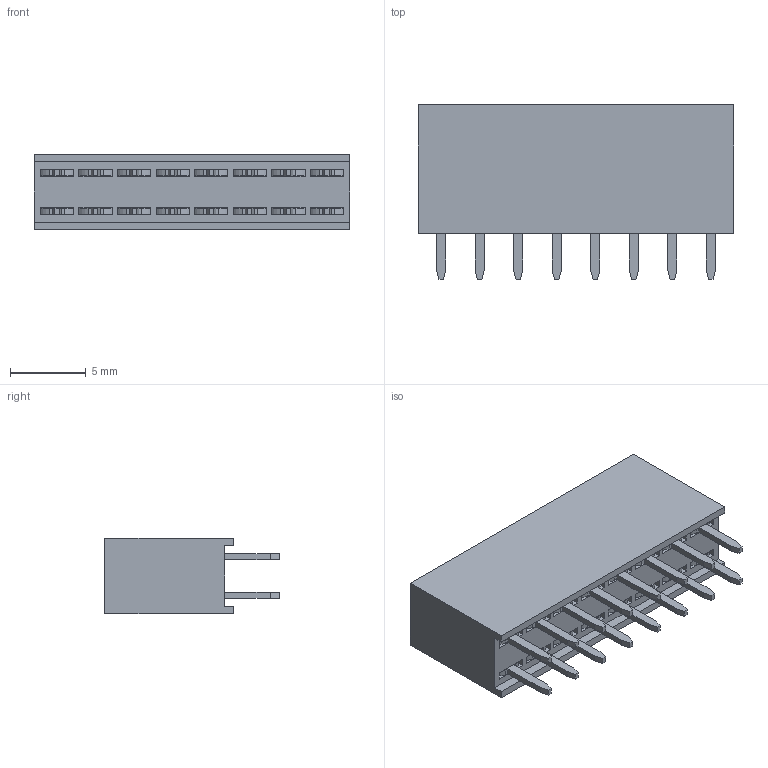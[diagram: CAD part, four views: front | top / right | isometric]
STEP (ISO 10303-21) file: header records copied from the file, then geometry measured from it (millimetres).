
FILE_DESCRIPTION (( 'STEP AP214' ), '1' );
FILE_NAME ('633ADD3D-E071-4102-83C6-F8DBC3C1F6A9.STEP', '2023-05-21T18:32:43', ( '' ), ( '' ), 'SwSTEP 2.0', 'SolidWorks 2022', '' );
FILE_SCHEMA (( 'AUTOMOTIVE_DESIGN' ));
Length unit declared in the file: millimetre
Products named in the file (1): 633ADD3D-E071-4102-83C6-F8DBC3C1F6A9
Bounding box: 20.82 x 11.5 x 5 mm (x, y, z)
Volume: 732.8 mm3; surface area: 1910.6 mm2
Topology: 17 solids, 17 shells, 634 faces, 1736 edges, 1136 vertices
Faces by surface type: plane 474, cylinder 160
Entity records: 23232 total; most frequent: CARTESIAN_POINT 3507, ORIENTED_EDGE 3472, DIRECTION 3326, EDGE_CURVE 1736, VECTOR 1416, LINE 1416, VERTEX_POINT 1136, AXIS2_PLACEMENT_3D 955
